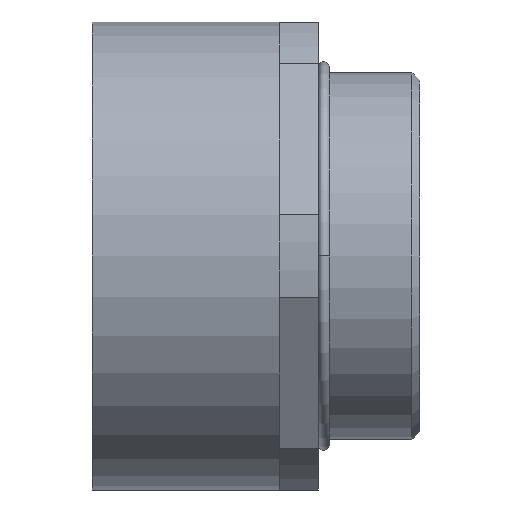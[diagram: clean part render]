
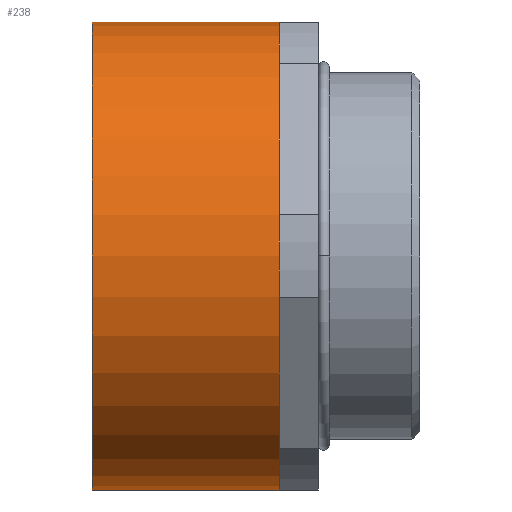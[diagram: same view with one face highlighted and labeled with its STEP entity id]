
A CAD part, left-side view. The second image highlights one B-rep face of the part: STEP entity #238.
In plain terms, the highlighted cylindrical face has radius 30 mm (diameter 60 mm), a partial arc.
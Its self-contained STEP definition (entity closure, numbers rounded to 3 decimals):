
#10 = VECTOR ( 'NONE', #306, 1000. ) ;
#13 = VECTOR ( 'NONE', #315, 1000. ) ;
#66 = AXIS2_PLACEMENT_3D ( 'NONE', #402, #403, #404 ) ;
#74 = AXIS2_PLACEMENT_3D ( 'NONE', #378, #385, #386 ) ;
#79 = AXIS2_PLACEMENT_3D ( 'NONE', #366, #373, #374 ) ;
#100 = CARTESIAN_POINT ( 'NONE',  ( 0., 23., 0. ) ) ;
#101 = DIRECTION ( 'NONE',  ( 0., 1., 0. ) ) ;
#102 = DIRECTION ( 'NONE',  ( 0., 0., 1. ) ) ;
#130 = CARTESIAN_POINT ( 'NONE',  ( 0., -1., -30. ) ) ;
#136 = CARTESIAN_POINT ( 'NONE',  ( 0., 23., -30. ) ) ;
#139 = CARTESIAN_POINT ( 'NONE',  ( 0., 23., 30. ) ) ;
#152 = CARTESIAN_POINT ( 'NONE',  ( -25.981, -1., -15. ) ) ;
#165 = CARTESIAN_POINT ( 'NONE',  ( -25.981, -1., 15. ) ) ;
#173 = CIRCLE ( 'NONE', #66, 30. ) ;
#238 = ADVANCED_FACE ( 'NONE', ( #1162 ), #1163, .T. ) ;
#253 = EDGE_CURVE ( 'NONE', #549, #552, #934, .T. ) ;
#270 = CARTESIAN_POINT ( 'NONE',  ( 0., -1., 30. ) ) ;
#304 = LINE ( 'NONE', #305, #10 ) ;
#305 = CARTESIAN_POINT ( 'NONE',  ( 0., 12.783, -30. ) ) ;
#306 = DIRECTION ( 'NONE',  ( 0., 1., 0. ) ) ;
#313 = LINE ( 'NONE', #314, #13 ) ;
#314 = CARTESIAN_POINT ( 'NONE',  ( 0., 12.783, 30. ) ) ;
#315 = DIRECTION ( 'NONE',  ( 0., 1., 0. ) ) ;
#366 = CARTESIAN_POINT ( 'NONE',  ( 0., -1., 0. ) ) ;
#373 = DIRECTION ( 'NONE',  ( 0., 1., 0. ) ) ;
#374 = DIRECTION ( 'NONE',  ( 0., 0., 1. ) ) ;
#378 = CARTESIAN_POINT ( 'NONE',  ( 0., -1., 0. ) ) ;
#385 = DIRECTION ( 'NONE',  ( 0., 1., 0. ) ) ;
#386 = DIRECTION ( 'NONE',  ( 0., 0., 1. ) ) ;
#402 = CARTESIAN_POINT ( 'NONE',  ( 0., -1., 0. ) ) ;
#403 = DIRECTION ( 'NONE',  ( 0., 1., 0. ) ) ;
#404 = DIRECTION ( 'NONE',  ( 0., 0., 1. ) ) ;
#543 = VERTEX_POINT ( 'NONE', #130 ) ;
#549 = VERTEX_POINT ( 'NONE', #136 ) ;
#552 = VERTEX_POINT ( 'NONE', #139 ) ;
#565 = VERTEX_POINT ( 'NONE', #152 ) ;
#578 = VERTEX_POINT ( 'NONE', #165 ) ;
#592 = VERTEX_POINT ( 'NONE', #270 ) ;
#620 = EDGE_LOOP ( 'NONE', ( #1017, #1018, #1019, #684, #1020, #1021 ) ) ;
#684 = ORIENTED_EDGE ( 'NONE', *, *, #986, .T. ) ;
#782 = CARTESIAN_POINT ( 'NONE',  ( 0., 12.783, 0. ) ) ;
#783 = DIRECTION ( 'NONE',  ( 0., 1., 0. ) ) ;
#784 = DIRECTION ( 'NONE',  ( 0., 0., 1. ) ) ;
#914 = EDGE_CURVE ( 'NONE', #543, #549, #304, .T. ) ;
#917 = EDGE_CURVE ( 'NONE', #592, #552, #313, .T. ) ;
#934 = CIRCLE ( 'NONE', #1109, 30. ) ;
#956 = CIRCLE ( 'NONE', #79, 30. ) ;
#958 = CIRCLE ( 'NONE', #74, 30. ) ;
#976 = EDGE_CURVE ( 'NONE', #543, #565, #956, .T. ) ;
#980 = EDGE_CURVE ( 'NONE', #565, #578, #958, .T. ) ;
#986 = EDGE_CURVE ( 'NONE', #578, #592, #173, .T. ) ;
#1017 = ORIENTED_EDGE ( 'NONE', *, *, #914, .F. ) ;
#1018 = ORIENTED_EDGE ( 'NONE', *, *, #976, .T. ) ;
#1019 = ORIENTED_EDGE ( 'NONE', *, *, #980, .T. ) ;
#1020 = ORIENTED_EDGE ( 'NONE', *, *, #917, .T. ) ;
#1021 = ORIENTED_EDGE ( 'NONE', *, *, #253, .F. ) ;
#1109 = AXIS2_PLACEMENT_3D ( 'NONE', #100, #101, #102 ) ;
#1157 = AXIS2_PLACEMENT_3D ( 'NONE', #782, #783, #784 ) ;
#1162 = FACE_OUTER_BOUND ( 'NONE', #620, .T. ) ;
#1163 = CYLINDRICAL_SURFACE ( 'NONE', #1157, 30. ) ;
